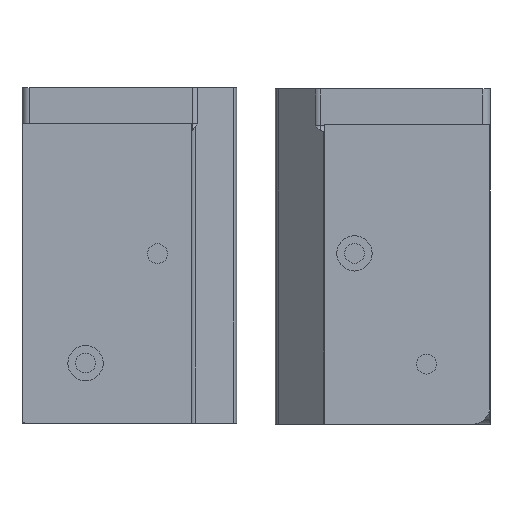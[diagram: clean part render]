
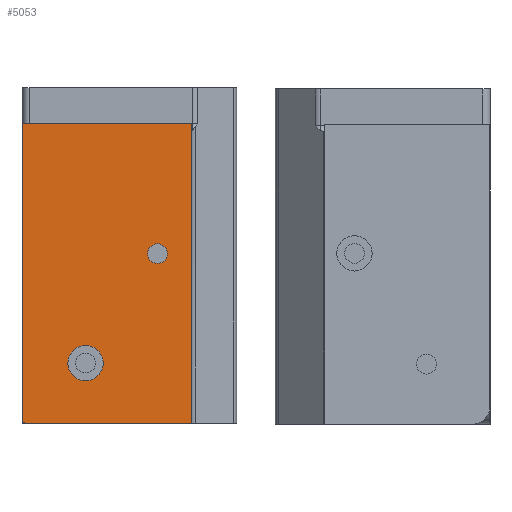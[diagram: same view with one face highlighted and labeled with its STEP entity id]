
A CAD part, left-side view. The second image highlights one B-rep face of the part: STEP entity #5053.
In plain terms, the highlighted planar face has unit normal (-1, 0, 0).
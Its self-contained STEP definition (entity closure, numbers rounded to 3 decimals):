
#241=FACE_BOUND('',#953,.T.);
#242=FACE_BOUND('',#954,.T.);
#370=PLANE('',#5426);
#635=FACE_OUTER_BOUND('',#952,.T.);
#952=EDGE_LOOP('',(#4605,#4606,#4607,#4608,#4609));
#953=EDGE_LOOP('',(#4610));
#954=EDGE_LOOP('',(#4611));
#1259=LINE('',#8537,#1749);
#1293=LINE('',#8620,#1783);
#1319=LINE('',#8818,#1809);
#1409=LINE('',#9421,#1899);
#1749=VECTOR('',#6116,10.);
#1783=VECTOR('',#6174,10.);
#1809=VECTOR('',#6220,10.);
#1899=VECTOR('',#6446,10.);
#2031=CIRCLE('',#5295,0.5);
#2087=CIRCLE('',#5419,1.4);
#2090=CIRCLE('',#5427,2.5);
#2347=VERTEX_POINT('',#8498);
#2348=VERTEX_POINT('',#8499);
#2365=VERTEX_POINT('',#8535);
#2402=VERTEX_POINT('',#8619);
#2453=VERTEX_POINT('',#8816);
#2546=VERTEX_POINT('',#9508);
#2549=VERTEX_POINT('',#9524);
#2958=EDGE_CURVE('',#2347,#2348,#2031,.T.);
#2977=EDGE_CURVE('',#2347,#2365,#1259,.F.);
#3018=EDGE_CURVE('',#2402,#2348,#1293,.F.);
#3073=EDGE_CURVE('',#2365,#2453,#1319,.T.);
#3215=EDGE_CURVE('',#2402,#2453,#1409,.F.);
#3241=EDGE_CURVE('',#2546,#2546,#2087,.T.);
#3248=EDGE_CURVE('',#2549,#2549,#2090,.F.);
#4605=ORIENTED_EDGE('',*,*,#2958,.F.);
#4606=ORIENTED_EDGE('',*,*,#2977,.T.);
#4607=ORIENTED_EDGE('',*,*,#3073,.T.);
#4608=ORIENTED_EDGE('',*,*,#3215,.F.);
#4609=ORIENTED_EDGE('',*,*,#3018,.T.);
#4610=ORIENTED_EDGE('',*,*,#3248,.T.);
#4611=ORIENTED_EDGE('',*,*,#3241,.F.);
#5053=ADVANCED_FACE('',(#635,#241,#242),#370,.F.);
#5295=AXIS2_PLACEMENT_3D('',#8500,#6087,#6088);
#5419=AXIS2_PLACEMENT_3D('',#9510,#6511,#6512);
#5426=AXIS2_PLACEMENT_3D('',#9523,#6529,#6530);
#5427=AXIS2_PLACEMENT_3D('',#9525,#6531,#6532);
#6087=DIRECTION('center_axis',(1.,0.,0.));
#6088=DIRECTION('ref_axis',(0.,0.707,-0.707));
#6116=DIRECTION('',(0.,1.,0.));
#6174=DIRECTION('',(0.,0.,1.));
#6220=DIRECTION('',(0.,0.,1.));
#6446=DIRECTION('',(0.,1.,0.));
#6511=DIRECTION('center_axis',(-1.,0.,0.));
#6512=DIRECTION('ref_axis',(0.,0.,1.));
#6529=DIRECTION('center_axis',(1.,0.,0.));
#6530=DIRECTION('ref_axis',(0.,0.,-1.));
#6531=DIRECTION('center_axis',(-1.,0.,0.));
#6532=DIRECTION('ref_axis',(0.,0.,1.));
#8498=CARTESIAN_POINT('',(0.,64.9,-0.25));
#8499=CARTESIAN_POINT('',(0.,65.4,0.25));
#8500=CARTESIAN_POINT('Origin',(0.,64.9,0.25));
#8535=CARTESIAN_POINT('',(0.,41.4,-0.25));
#8537=CARTESIAN_POINT('',(0.,64.4,-0.25));
#8619=CARTESIAN_POINT('',(0.,65.4,42.25));
#8620=CARTESIAN_POINT('',(0.,65.4,47.25));
#8816=CARTESIAN_POINT('',(0.,41.4,42.25));
#8818=CARTESIAN_POINT('',(0.,41.4,34.));
#9421=CARTESIAN_POINT('',(0.,58.882,42.25));
#9508=CARTESIAN_POINT('',(0.,46.2,22.35));
#9510=CARTESIAN_POINT('Origin',(0.,46.2,23.75));
#9523=CARTESIAN_POINT('Origin',(0.,64.4,47.25));
#9524=CARTESIAN_POINT('',(0.,56.4,5.75));
#9525=CARTESIAN_POINT('Origin',(0.,56.4,8.25));
